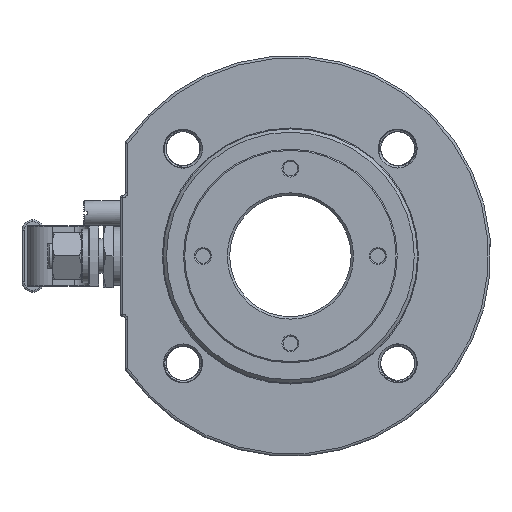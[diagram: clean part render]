
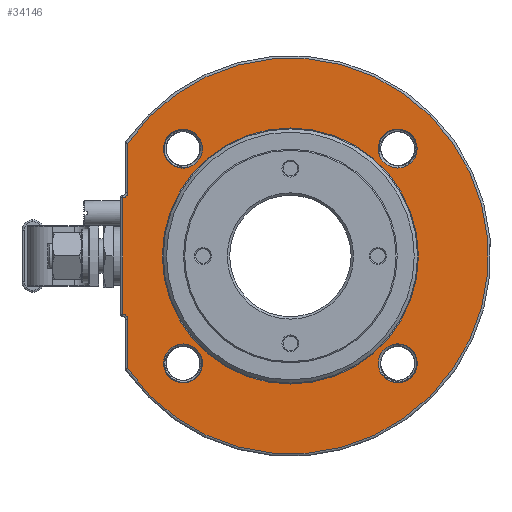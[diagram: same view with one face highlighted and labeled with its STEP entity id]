
A CAD part, left-side view. The second image highlights one B-rep face of the part: STEP entity #34146.
In plain terms, the highlighted planar face has unit normal (-1, 0, 0).
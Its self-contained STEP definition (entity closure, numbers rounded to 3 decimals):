
#3711 = CARTESIAN_POINT ( 'NONE',  ( -33.5, 36.194, -44.194 ) ) ;
#3779 = CARTESIAN_POINT ( 'NONE',  ( -33.5, 44.194, 36.194 ) ) ;
#13075 = CARTESIAN_POINT ( 'NONE',  ( -33.5, -52.707, 0. ) ) ;
#16001 = CARTESIAN_POINT ( 'NONE',  ( -33.5, -36.194, 44.194 ) ) ;
#16061 = CARTESIAN_POINT ( 'NONE',  ( -33.5, -44.194, -36.194 ) ) ;
#18028 = EDGE_CURVE ( 'NONE', #75104, #75133, #36430, .T. ) ;
#18159 = EDGE_CURVE ( 'NONE', #75139, #75095, #25391, .T. ) ;
#18169 = EDGE_CURVE ( 'NONE', #75133, #75140, #24096, .T. ) ;
#18310 = EDGE_CURVE ( 'NONE', #75108, #75104, #77112, .T. ) ;
#24096 = LINE ( 'NONE', #67363, #25433 ) ;
#25191 = CARTESIAN_POINT ( 'NONE',  ( -33.5, 44.194, -44.194 ) ) ;
#25194 = DIRECTION ( 'NONE',  ( 1., 0., 0. ) ) ;
#25197 = DIRECTION ( 'NONE',  ( 0., -1., 0. ) ) ;
#25233 = VECTOR ( 'NONE', #44547, 1000. ) ;
#25391 = LINE ( 'NONE', #44371, #25233 ) ;
#25433 = VECTOR ( 'NONE', #67360, 1000. ) ;
#34146 = ADVANCED_FACE ( 'NONE', ( #49574, #49804, #49780, #49834, #49757, #49845 ), #97882, .T. ) ;
#35396 = VERTEX_POINT ( 'NONE', #3711 ) ;
#35406 = VERTEX_POINT ( 'NONE', #3779 ) ;
#35707 = EDGE_LOOP ( 'NONE', ( #71733 ) ) ;
#35714 = EDGE_LOOP ( 'NONE', ( #72564 ) ) ;
#35729 = EDGE_LOOP ( 'NONE', ( #71367 ) ) ;
#35754 = VERTEX_POINT ( 'NONE', #16001 ) ;
#35758 = EDGE_LOOP ( 'NONE', ( #71417 ) ) ;
#35766 = EDGE_LOOP ( 'NONE', ( #71273 ) ) ;
#35812 = EDGE_LOOP ( 'NONE', ( #71800, #72323, #71942, #71914, #74756, #71682 ) ) ;
#35842 = VERTEX_POINT ( 'NONE', #16061 ) ;
#36430 = CIRCLE ( 'NONE', #80628, 81.5 ) ;
#38395 = EDGE_CURVE ( 'NONE', #75108, #75095, #84126, .T. ) ;
#40054 = DIRECTION ( 'NONE',  ( 0., -1., 0. ) ) ;
#40056 = DIRECTION ( 'NONE',  ( 1., 0., 0. ) ) ;
#40058 = CARTESIAN_POINT ( 'NONE',  ( -33.5, -44.194, -44.194 ) ) ;
#40335 = DIRECTION ( 'NONE',  ( 0., -1., 0. ) ) ;
#40338 = DIRECTION ( 'NONE',  ( 1., 0., 0. ) ) ;
#40340 = CARTESIAN_POINT ( 'NONE',  ( -33.5, 44.194, 44.194 ) ) ;
#40622 = CIRCLE ( 'NONE', #68712, 8. ) ;
#43706 = CARTESIAN_POINT ( 'NONE',  ( -33.5, -44.194, 44.194 ) ) ;
#43708 = DIRECTION ( 'NONE',  ( 1., 0., 0. ) ) ;
#43709 = DIRECTION ( 'NONE',  ( 0., -1., 0. ) ) ;
#44263 = CIRCLE ( 'NONE', #67489, 8. ) ;
#44332 = CIRCLE ( 'NONE', #44972, 8. ) ;
#44371 = CARTESIAN_POINT ( 'NONE',  ( -33.5, 69., -25. ) ) ;
#44407 = VERTEX_POINT ( 'NONE', #13075 ) ;
#44547 = DIRECTION ( 'NONE',  ( 0., 0., -1. ) ) ;
#44884 = AXIS2_PLACEMENT_3D ( 'NONE', #56515, #56516, #56517 ) ;
#44920 = AXIS2_PLACEMENT_3D ( 'NONE', #40340, #40338, #40335 ) ;
#44972 = AXIS2_PLACEMENT_3D ( 'NONE', #43706, #43708, #43709 ) ;
#45155 = AXIS2_PLACEMENT_3D ( 'NONE', #46021, #46012, #45998 ) ;
#45998 = DIRECTION ( 'NONE',  ( 0., -1., 0. ) ) ;
#46012 = DIRECTION ( 'NONE',  ( 1., 0., 0. ) ) ;
#46021 = CARTESIAN_POINT ( 'NONE',  ( -33.5, 0., 0. ) ) ;
#49574 = FACE_OUTER_BOUND ( 'NONE', #35812, .T. ) ;
#49757 = FACE_BOUND ( 'NONE', #35758, .T. ) ;
#49780 = FACE_BOUND ( 'NONE', #35729, .T. ) ;
#49804 = FACE_BOUND ( 'NONE', #35707, .T. ) ;
#49834 = FACE_BOUND ( 'NONE', #35766, .T. ) ;
#49845 = FACE_BOUND ( 'NONE', #35714, .T. ) ;
#52906 = CARTESIAN_POINT ( 'NONE',  ( -33.5, 69., -24. ) ) ;
#52912 = CARTESIAN_POINT ( 'NONE',  ( -33.5, 67., -46.403 ) ) ;
#52914 = CARTESIAN_POINT ( 'NONE',  ( -33.5, 67., -26. ) ) ;
#52930 = CARTESIAN_POINT ( 'NONE',  ( -33.5, 67., 46.403 ) ) ;
#52936 = CARTESIAN_POINT ( 'NONE',  ( -33.5, 69., 24. ) ) ;
#52938 = CARTESIAN_POINT ( 'NONE',  ( -33.5, 67., 26. ) ) ;
#53834 = DIRECTION ( 'NONE',  ( -1., 0., 0. ) ) ;
#53942 = DIRECTION ( 'NONE',  ( 0., -1., 0. ) ) ;
#54174 = DIRECTION ( 'NONE',  ( -1., 0., 0. ) ) ;
#54604 = CARTESIAN_POINT ( 'NONE',  ( -33.5, 0., 0. ) ) ;
#54893 = DIRECTION ( 'NONE',  ( 0., -1., 0. ) ) ;
#54894 = CARTESIAN_POINT ( 'NONE',  ( -33.5, 69., -26. ) ) ;
#54949 = CARTESIAN_POINT ( 'NONE',  ( -33.5, 67., 0. ) ) ;
#54962 = DIRECTION ( 'NONE',  ( 0., 0., -1. ) ) ;
#55244 = EDGE_CURVE ( 'NONE', #35396, #35396, #40622, .T. ) ;
#56515 = CARTESIAN_POINT ( 'NONE',  ( -33.5, 69., 26. ) ) ;
#56516 = DIRECTION ( 'NONE',  ( -1., 0., 0. ) ) ;
#56517 = DIRECTION ( 'NONE',  ( 0., -1., 0. ) ) ;
#59028 = CIRCLE ( 'NONE', #45155, 52.707 ) ;
#63912 = EDGE_CURVE ( 'NONE', #35754, #35754, #44332, .T. ) ;
#67360 = DIRECTION ( 'NONE',  ( 0., 0., -1. ) ) ;
#67363 = CARTESIAN_POINT ( 'NONE',  ( -33.5, 67., 0. ) ) ;
#67489 = AXIS2_PLACEMENT_3D ( 'NONE', #40058, #40056, #40054 ) ;
#68712 = AXIS2_PLACEMENT_3D ( 'NONE', #25191, #25194, #25197 ) ;
#71273 = ORIENTED_EDGE ( 'NONE', *, *, #63912, .T. ) ;
#71367 = ORIENTED_EDGE ( 'NONE', *, *, #94625, .T. ) ;
#71417 = ORIENTED_EDGE ( 'NONE', *, *, #94676, .T. ) ;
#71682 = ORIENTED_EDGE ( 'NONE', *, *, #38395, .F. ) ;
#71733 = ORIENTED_EDGE ( 'NONE', *, *, #94897, .T. ) ;
#71800 = ORIENTED_EDGE ( 'NONE', *, *, #18310, .T. ) ;
#71914 = ORIENTED_EDGE ( 'NONE', *, *, #90392, .F. ) ;
#71942 = ORIENTED_EDGE ( 'NONE', *, *, #18169, .T. ) ;
#72323 = ORIENTED_EDGE ( 'NONE', *, *, #18028, .T. ) ;
#72564 = ORIENTED_EDGE ( 'NONE', *, *, #55244, .T. ) ;
#74756 = ORIENTED_EDGE ( 'NONE', *, *, #18159, .T. ) ;
#75095 = VERTEX_POINT ( 'NONE', #52906 ) ;
#75104 = VERTEX_POINT ( 'NONE', #52912 ) ;
#75108 = VERTEX_POINT ( 'NONE', #52914 ) ;
#75133 = VERTEX_POINT ( 'NONE', #52930 ) ;
#75139 = VERTEX_POINT ( 'NONE', #52936 ) ;
#75140 = VERTEX_POINT ( 'NONE', #52938 ) ;
#77112 = LINE ( 'NONE', #54949, #77809 ) ;
#77301 = CIRCLE ( 'NONE', #44920, 8. ) ;
#77809 = VECTOR ( 'NONE', #54962, 1000. ) ;
#80628 = AXIS2_PLACEMENT_3D ( 'NONE', #54604, #54174, #53942 ) ;
#84126 = CIRCLE ( 'NONE', #89534, 2. ) ;
#84204 = CIRCLE ( 'NONE', #44884, 2. ) ;
#89534 = AXIS2_PLACEMENT_3D ( 'NONE', #54894, #53834, #54893 ) ;
#90040 = AXIS2_PLACEMENT_3D ( 'NONE', #97880, #97878, #97876 ) ;
#90392 = EDGE_CURVE ( 'NONE', #75139, #75140, #84204, .T. ) ;
#94625 = EDGE_CURVE ( 'NONE', #35406, #35406, #77301, .T. ) ;
#94676 = EDGE_CURVE ( 'NONE', #35842, #35842, #44263, .T. ) ;
#94897 = EDGE_CURVE ( 'NONE', #44407, #44407, #59028, .T. ) ;
#97876 = DIRECTION ( 'NONE',  ( 0., -1., 0. ) ) ;
#97878 = DIRECTION ( 'NONE',  ( -1., 0., 0. ) ) ;
#97880 = CARTESIAN_POINT ( 'NONE',  ( -33.5, 82.5, 0. ) ) ;
#97882 = PLANE ( 'NONE',  #90040 ) ;
